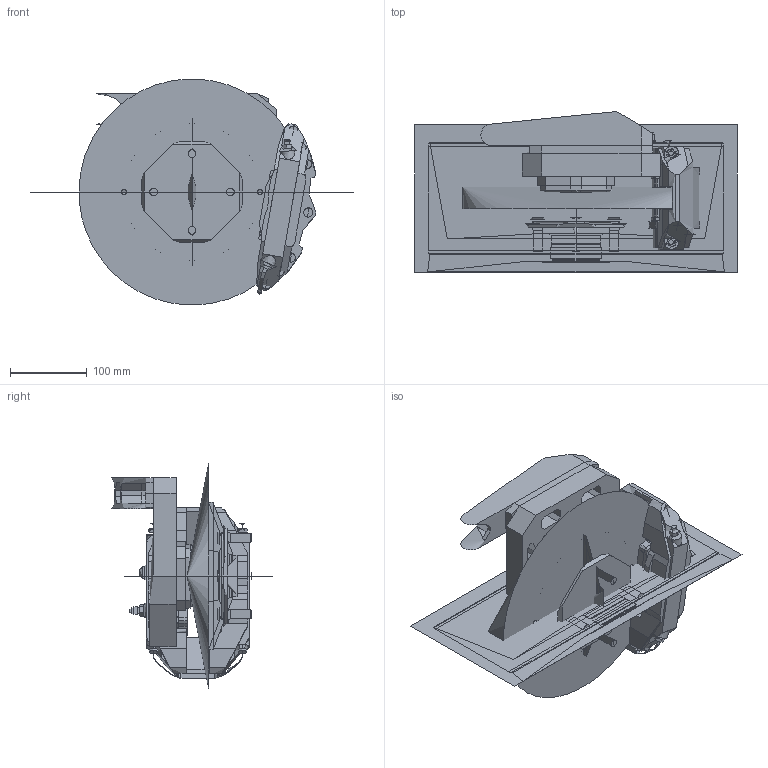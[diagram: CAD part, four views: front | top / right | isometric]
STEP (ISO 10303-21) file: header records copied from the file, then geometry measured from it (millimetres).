
FILE_DESCRIPTION(/* description */ (''),/* implementation_level */ '2;1');
FILE_NAME(/* name */ 'fp_fr_axle_sys',/* time_stamp */ '2017-12-12T21:47:58+09:00',/* author */ (''),/* organization */ (''),/* preprocessor_version */ 'ST-DEVELOPER v15',/* originating_system */ '',/* authorisation */ '');
FILE_SCHEMA (('AUTOMOTIVE_DESIGN'));
Length unit declared in the file: millimetre
Products named in the file (1): Document
Bounding box: 420.4 x 209.11 x 294.46 mm (x, y, z)
Volume: 10788251.3 mm3; surface area: 1979753.4 mm2
Topology: 20 solids, 21 shells, 969 faces, 2427 edges, 1522 vertices
Faces by surface type: bspline 707, plane 262
Entity records: 40757 total; most frequent: CARTESIAN_POINT 26852, ORIENTED_EDGE 4822, EDGE_CURVE 2413, VERTEX_POINT 1519, EDGE_LOOP 1074, ADVANCED_FACE 969, FACE_OUTER_BOUND 969, B_SPLINE_CURVE_WITH_KNOTS 888
